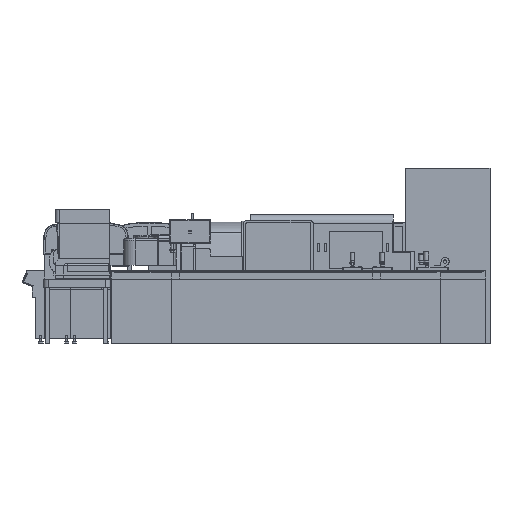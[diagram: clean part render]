
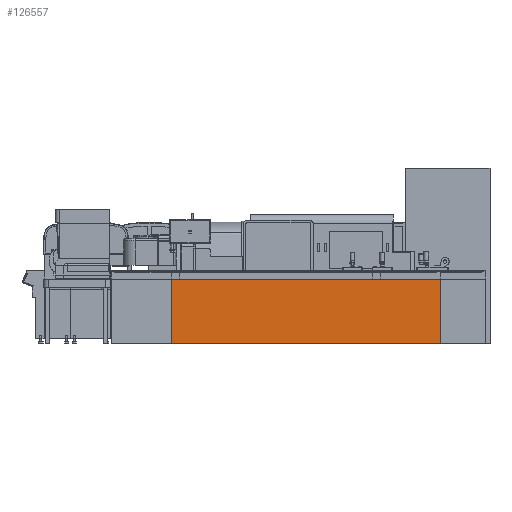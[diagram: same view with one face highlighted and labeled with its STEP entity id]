
A CAD part, left-side view. The second image highlights one B-rep face of the part: STEP entity #126557.
In plain terms, the highlighted planar face has unit normal (-1, 0, 0).
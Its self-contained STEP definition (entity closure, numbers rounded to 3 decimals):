
#126531 = VERTEX_POINT('',#126532);
#126532 = CARTESIAN_POINT('',(4386.518,4696.634,800.
    ));
#126538 = EDGE_CURVE('',#126539,#126531,#126541,.T.);
#126539 = VERTEX_POINT('',#126540);
#126540 = CARTESIAN_POINT('',(4386.518,4696.634,0.)
  );
#126541 = LINE('',#126542,#126543);
#126542 = CARTESIAN_POINT('',(4386.518,4696.634,0.)
  );
#126543 = VECTOR('',#126544,1.);
#126544 = DIRECTION('',(0.,0.,1.));
#126557 = ADVANCED_FACE('',(#126558),#126583,.T.);
#126558 = FACE_BOUND('',#126559,.T.);
#126559 = EDGE_LOOP('',(#126560,#126568,#126576,#126582));
#126560 = ORIENTED_EDGE('',*,*,#126561,.F.);
#126561 = EDGE_CURVE('',#126562,#126531,#126564,.T.);
#126562 = VERTEX_POINT('',#126563);
#126563 = CARTESIAN_POINT('',(4386.518,8044.273,800.
    ));
#126564 = LINE('',#126565,#126566);
#126565 = CARTESIAN_POINT('',(4386.518,8044.273,800.
    ));
#126566 = VECTOR('',#126567,1.);
#126567 = DIRECTION('',(0.,-1.,0.));
#126568 = ORIENTED_EDGE('',*,*,#126569,.F.);
#126569 = EDGE_CURVE('',#126570,#126562,#126572,.T.);
#126570 = VERTEX_POINT('',#126571);
#126571 = CARTESIAN_POINT('',(4386.518,8044.273,0.)
  );
#126572 = LINE('',#126573,#126574);
#126573 = CARTESIAN_POINT('',(4386.518,8044.273,0.)
  );
#126574 = VECTOR('',#126575,1.);
#126575 = DIRECTION('',(0.,0.,1.));
#126576 = ORIENTED_EDGE('',*,*,#126577,.T.);
#126577 = EDGE_CURVE('',#126570,#126539,#126578,.T.);
#126578 = LINE('',#126579,#126580);
#126579 = CARTESIAN_POINT('',(4386.518,8044.273,0.)
  );
#126580 = VECTOR('',#126581,1.);
#126581 = DIRECTION('',(0.,-1.,0.));
#126582 = ORIENTED_EDGE('',*,*,#126538,.T.);
#126583 = PLANE('',#126584);
#126584 = AXIS2_PLACEMENT_3D('',#126585,#126586,#126587);
#126585 = CARTESIAN_POINT('',(4386.518,7994.273,0.)
  );
#126586 = DIRECTION('',(-1.,0.,0.));
#126587 = DIRECTION('',(0.,-1.,0.));
